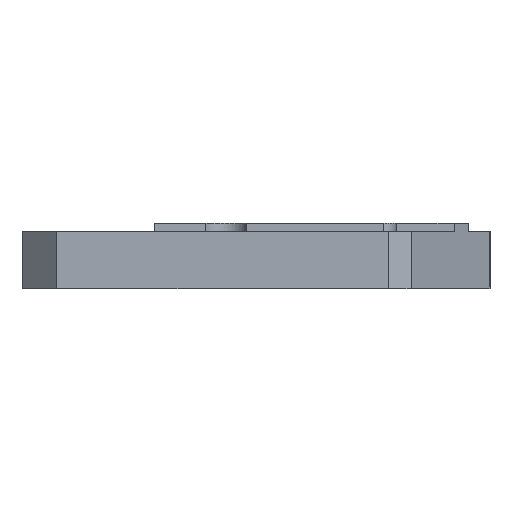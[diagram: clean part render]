
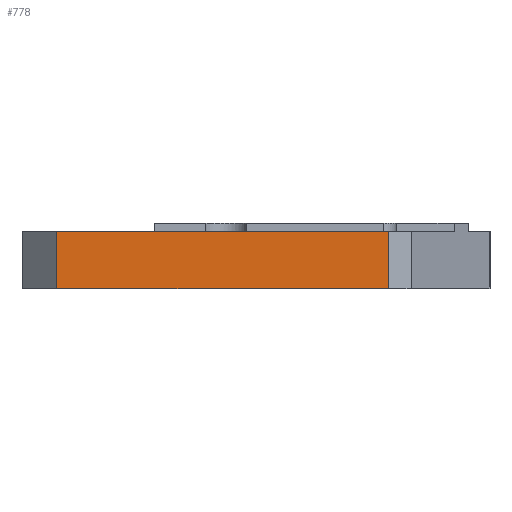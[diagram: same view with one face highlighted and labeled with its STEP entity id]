
A CAD part, left-side view. The second image highlights one B-rep face of the part: STEP entity #778.
In plain terms, the highlighted planar face has unit normal (-1, 0, 0).
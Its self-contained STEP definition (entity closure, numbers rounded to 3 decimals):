
#123=FACE_OUTER_BOUND('',#184,.T.);
#184=EDGE_LOOP('',(#689,#690,#691,#692));
#195=LINE('',#1117,#266);
#239=LINE('',#1273,#310);
#255=LINE('',#1308,#326);
#256=LINE('',#1310,#327);
#266=VECTOR('',#886,10.);
#310=VECTOR('',#1034,10.);
#326=VECTOR('',#1082,10.);
#327=VECTOR('',#1085,10.);
#337=VERTEX_POINT('',#1114);
#338=VERTEX_POINT('',#1116);
#397=VERTEX_POINT('',#1270);
#398=VERTEX_POINT('',#1272);
#407=EDGE_CURVE('',#338,#337,#195,.F.);
#482=EDGE_CURVE('',#397,#398,#239,.F.);
#501=EDGE_CURVE('',#397,#338,#255,.F.);
#502=EDGE_CURVE('',#337,#398,#256,.F.);
#689=ORIENTED_EDGE('',*,*,#482,.F.);
#690=ORIENTED_EDGE('',*,*,#501,.T.);
#691=ORIENTED_EDGE('',*,*,#407,.T.);
#692=ORIENTED_EDGE('',*,*,#502,.T.);
#737=PLANE('',#868);
#778=ADVANCED_FACE('',(#123),#737,.T.);
#868=AXIS2_PLACEMENT_3D('',#1309,#1083,#1084);
#886=DIRECTION('',(0.,1.,0.));
#1034=DIRECTION('',(0.,1.,0.));
#1082=DIRECTION('',(0.,0.,1.));
#1083=DIRECTION('center_axis',(-1.,0.,0.));
#1084=DIRECTION('ref_axis',(0.,0.,1.));
#1085=DIRECTION('',(0.,0.,-1.));
#1114=CARTESIAN_POINT('',(-54.9,52.702,0.));
#1116=CARTESIAN_POINT('',(-54.9,91.,0.));
#1117=CARTESIAN_POINT('',(-54.9,72.282,0.));
#1270=CARTESIAN_POINT('',(-54.9,91.,6.6));
#1272=CARTESIAN_POINT('',(-54.9,52.702,6.6));
#1273=CARTESIAN_POINT('',(-54.9,86.032,6.6));
#1308=CARTESIAN_POINT('',(-54.9,91.,33.6));
#1309=CARTESIAN_POINT('Origin',(-54.9,77.064,33.6));
#1310=CARTESIAN_POINT('',(-54.9,52.702,33.6));
